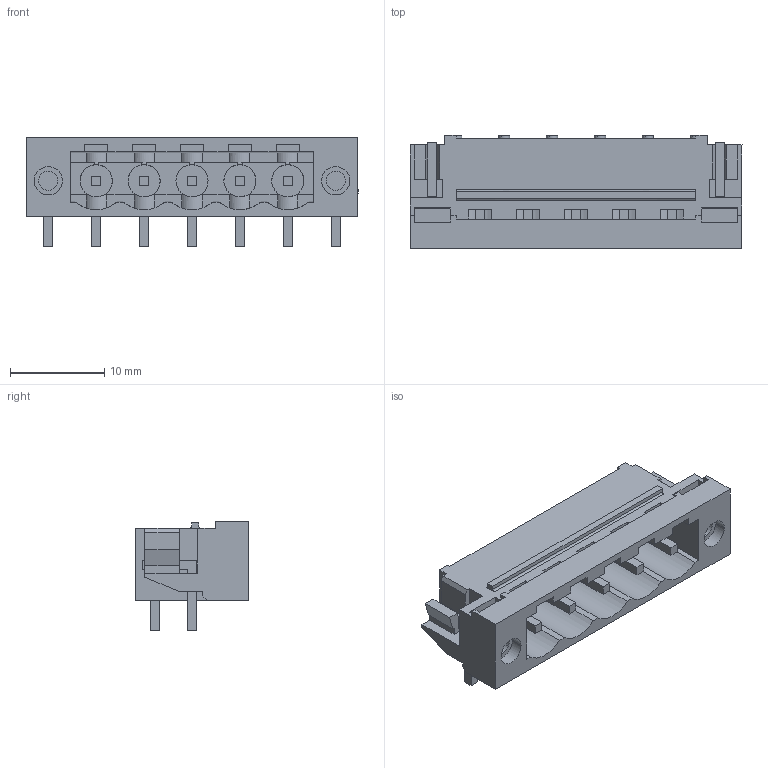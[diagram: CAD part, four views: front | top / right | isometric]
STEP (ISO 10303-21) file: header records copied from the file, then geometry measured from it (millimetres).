
FILE_DESCRIPTION(('CATIA V5R22 STEP214','CAx-IF Rec.Pracs.--- Model Styling and Organization---1.4--- 2014-01-23'),'2;1');
FILE_NAME ('D1456962_1_1837660000_1837660000.stp','2023-05-11T06:54:48+00:00',('none'),('Weidmueller'),'CATIA Version 5-6 Release 2016 SP3 HF44','CATIA V5 STEP AP214','none');
FILE_SCHEMA(('AUTOMOTIVE_DESIGN { 1 0 10303 214 1 1 1 1 }'));
Length unit declared in the file: millimetre
Products named in the file (1): 1837660000
Bounding box: 35.2 x 12 x 11.63 mm (x, y, z)
Volume: 1488.8 mm3; surface area: 3191.6 mm2
Topology: 8 solids, 8 shells, 405 faces, 1208 edges, 798 vertices
Faces by surface type: plane 333, cylinder 60, extrusion 12
Entity records: 13056 total; most frequent: CARTESIAN_POINT 2924, ORIENTED_EDGE 2416, DIRECTION 1579, EDGE_CURVE 1208, VECTOR 957, LINE 945, VERTEX_POINT 798, EDGE_LOOP 432
